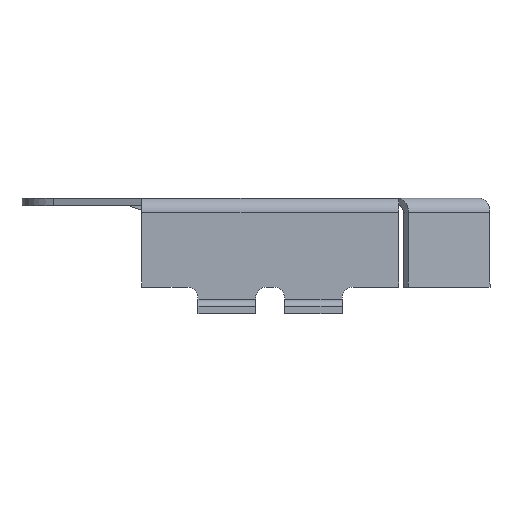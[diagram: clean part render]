
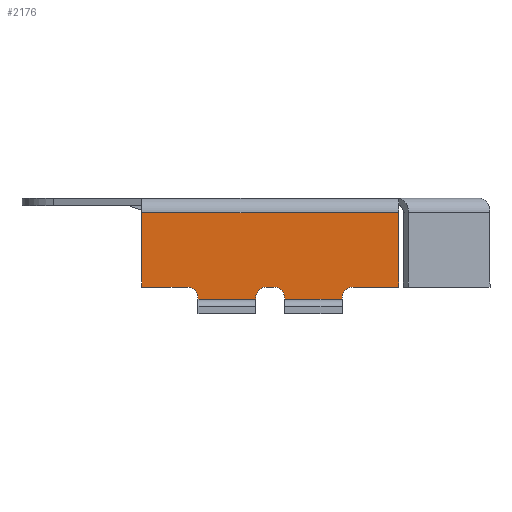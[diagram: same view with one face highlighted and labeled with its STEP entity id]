
A CAD part, left-side view. The second image highlights one B-rep face of the part: STEP entity #2176.
In plain terms, the highlighted planar face has unit normal (-1, 0, 0).
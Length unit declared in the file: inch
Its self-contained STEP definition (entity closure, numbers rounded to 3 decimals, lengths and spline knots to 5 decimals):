
#111=FACE_OUTER_BOUND('',#235,.T.);
#235=EDGE_LOOP('',(#1694,#1695,#1696,#1697,#1698,#1699,#1700,#1701,#1702,
#1703,#1704,#1705,#1706,#1707,#1708,#1709));
#349=CIRCLE('',#2354,0.015);
#350=CIRCLE('',#2355,0.015);
#351=CIRCLE('',#2356,0.015);
#352=CIRCLE('',#2357,0.015);
#428=LINE('',#3228,#670);
#516=LINE('',#3450,#758);
#519=LINE('',#3458,#761);
#520=LINE('',#3460,#762);
#521=LINE('',#3464,#763);
#522=LINE('',#3466,#764);
#523=LINE('',#3468,#765);
#524=LINE('',#3472,#766);
#525=LINE('',#3476,#767);
#526=LINE('',#3478,#768);
#527=LINE('',#3480,#769);
#528=LINE('',#3483,#770);
#670=VECTOR('',#2563,39.37008);
#758=VECTOR('',#2777,39.37008);
#761=VECTOR('',#2784,39.37008);
#762=VECTOR('',#2785,39.37008);
#763=VECTOR('',#2788,39.37008);
#764=VECTOR('',#2789,39.37008);
#765=VECTOR('',#2790,39.37008);
#766=VECTOR('',#2793,39.37008);
#767=VECTOR('',#2796,39.37008);
#768=VECTOR('',#2797,39.37008);
#769=VECTOR('',#2798,39.37008);
#770=VECTOR('',#2801,39.37008);
#920=VERTEX_POINT('',#3226);
#921=VERTEX_POINT('',#3227);
#992=VERTEX_POINT('',#3449);
#995=VERTEX_POINT('',#3457);
#996=VERTEX_POINT('',#3459);
#997=VERTEX_POINT('',#3461);
#998=VERTEX_POINT('',#3463);
#999=VERTEX_POINT('',#3465);
#1000=VERTEX_POINT('',#3467);
#1001=VERTEX_POINT('',#3469);
#1002=VERTEX_POINT('',#3471);
#1003=VERTEX_POINT('',#3473);
#1004=VERTEX_POINT('',#3475);
#1005=VERTEX_POINT('',#3477);
#1006=VERTEX_POINT('',#3479);
#1007=VERTEX_POINT('',#3481);
#1138=EDGE_CURVE('',#920,#921,#428,.T.);
#1252=EDGE_CURVE('',#921,#992,#516,.T.);
#1256=EDGE_CURVE('',#995,#920,#519,.T.);
#1257=EDGE_CURVE('',#996,#995,#520,.T.);
#1258=EDGE_CURVE('',#997,#996,#349,.T.);
#1259=EDGE_CURVE('',#998,#997,#521,.T.);
#1260=EDGE_CURVE('',#999,#998,#522,.T.);
#1261=EDGE_CURVE('',#1000,#999,#523,.T.);
#1262=EDGE_CURVE('',#1001,#1000,#350,.T.);
#1263=EDGE_CURVE('',#1002,#1001,#524,.T.);
#1264=EDGE_CURVE('',#1003,#1002,#351,.T.);
#1265=EDGE_CURVE('',#1004,#1003,#525,.T.);
#1266=EDGE_CURVE('',#1005,#1004,#526,.T.);
#1267=EDGE_CURVE('',#1006,#1005,#527,.T.);
#1268=EDGE_CURVE('',#1007,#1006,#352,.T.);
#1269=EDGE_CURVE('',#992,#1007,#528,.T.);
#1694=ORIENTED_EDGE('',*,*,#1256,.F.);
#1695=ORIENTED_EDGE('',*,*,#1257,.F.);
#1696=ORIENTED_EDGE('',*,*,#1258,.F.);
#1697=ORIENTED_EDGE('',*,*,#1259,.F.);
#1698=ORIENTED_EDGE('',*,*,#1260,.F.);
#1699=ORIENTED_EDGE('',*,*,#1261,.F.);
#1700=ORIENTED_EDGE('',*,*,#1262,.F.);
#1701=ORIENTED_EDGE('',*,*,#1263,.F.);
#1702=ORIENTED_EDGE('',*,*,#1264,.F.);
#1703=ORIENTED_EDGE('',*,*,#1265,.F.);
#1704=ORIENTED_EDGE('',*,*,#1266,.F.);
#1705=ORIENTED_EDGE('',*,*,#1267,.F.);
#1706=ORIENTED_EDGE('',*,*,#1268,.F.);
#1707=ORIENTED_EDGE('',*,*,#1269,.F.);
#1708=ORIENTED_EDGE('',*,*,#1252,.F.);
#1709=ORIENTED_EDGE('',*,*,#1138,.F.);
#2084=PLANE('',#2353);
#2176=ADVANCED_FACE('',(#111),#2084,.F.);
#2353=AXIS2_PLACEMENT_3D('',#3456,#2782,#2783);
#2354=AXIS2_PLACEMENT_3D('',#3462,#2786,#2787);
#2355=AXIS2_PLACEMENT_3D('',#3470,#2791,#2792);
#2356=AXIS2_PLACEMENT_3D('',#3474,#2794,#2795);
#2357=AXIS2_PLACEMENT_3D('',#3482,#2799,#2800);
#2563=DIRECTION('',(0.,-1.,0.));
#2777=DIRECTION('',(0.,0.,-1.));
#2782=DIRECTION('center_axis',(1.,0.,0.));
#2783=DIRECTION('ref_axis',(0.,0.,1.));
#2784=DIRECTION('',(0.,0.,1.));
#2785=DIRECTION('',(0.,1.,0.));
#2786=DIRECTION('center_axis',(-1.,0.,0.));
#2787=DIRECTION('ref_axis',(0.,0.,1.));
#2788=DIRECTION('',(0.,0.,1.));
#2789=DIRECTION('',(0.,1.,0.));
#2790=DIRECTION('',(0.,0.,-1.));
#2791=DIRECTION('center_axis',(-1.,0.,0.));
#2792=DIRECTION('ref_axis',(0.,0.,
-1.));
#2793=DIRECTION('',(0.,1.,0.));
#2794=DIRECTION('center_axis',(-1.,0.,0.));
#2795=DIRECTION('ref_axis',(0.,0.,1.));
#2796=DIRECTION('',(0.,0.,1.));
#2797=DIRECTION('',(0.,1.,0.));
#2798=DIRECTION('',(0.,0.,-1.));
#2799=DIRECTION('center_axis',(-1.,0.,0.));
#2800=DIRECTION('ref_axis',(0.,0.,
-1.));
#2801=DIRECTION('',(0.,1.,0.));
#3226=CARTESIAN_POINT('',(-0.4175,0.178,0.14));
#3227=CARTESIAN_POINT('',(-0.4175,-0.178,0.14));
#3228=CARTESIAN_POINT('',(-0.4175,0.178,0.14));
#3449=CARTESIAN_POINT('',(-0.4175,-0.178,0.037));
#3450=CARTESIAN_POINT('',(-0.4175,-0.178,0.15));
#3456=CARTESIAN_POINT('Origin',(-0.4175,0.178,0.15));
#3457=CARTESIAN_POINT('',(-0.4175,0.178,0.037));
#3458=CARTESIAN_POINT('',(-0.4175,0.178,0.15));
#3459=CARTESIAN_POINT('',(-0.4175,0.11495,0.037));
#3460=CARTESIAN_POINT('',(-0.4175,0.178,0.037));
#3461=CARTESIAN_POINT('',(-0.4175,0.09995,0.022));
#3462=CARTESIAN_POINT('Origin',(-0.4175,0.11495,0.022));
#3463=CARTESIAN_POINT('',(-0.4175,0.09995,0.02));
#3464=CARTESIAN_POINT('',(-0.4175,0.09995,0.15));
#3465=CARTESIAN_POINT('',(-0.4175,0.01995,0.02));
#3466=CARTESIAN_POINT('',(-0.4175,0.178,0.02));
#3467=CARTESIAN_POINT('',(-0.4175,0.01995,0.022));
#3468=CARTESIAN_POINT('',(-0.4175,0.01995,0.15));
#3469=CARTESIAN_POINT('',(-0.4175,0.00495,0.037));
#3470=CARTESIAN_POINT('Origin',(-0.4175,0.00495,
0.022));
#3471=CARTESIAN_POINT('',(-0.4175,-0.00505,0.037));
#3472=CARTESIAN_POINT('',(-0.4175,0.178,0.037));
#3473=CARTESIAN_POINT('',(-0.4175,-0.02005,0.022));
#3474=CARTESIAN_POINT('Origin',(-0.4175,-0.00505,
0.022));
#3475=CARTESIAN_POINT('',(-0.4175,-0.02005,0.02));
#3476=CARTESIAN_POINT('',(-0.4175,-0.02005,0.15));
#3477=CARTESIAN_POINT('',(-0.4175,-0.10005,0.02));
#3478=CARTESIAN_POINT('',(-0.4175,0.178,0.02));
#3479=CARTESIAN_POINT('',(-0.4175,-0.10005,0.022));
#3480=CARTESIAN_POINT('',(-0.4175,-0.10005,0.15));
#3481=CARTESIAN_POINT('',(-0.4175,-0.11505,0.037));
#3482=CARTESIAN_POINT('Origin',(-0.4175,-0.11505,0.022));
#3483=CARTESIAN_POINT('',(-0.4175,0.178,0.037));
